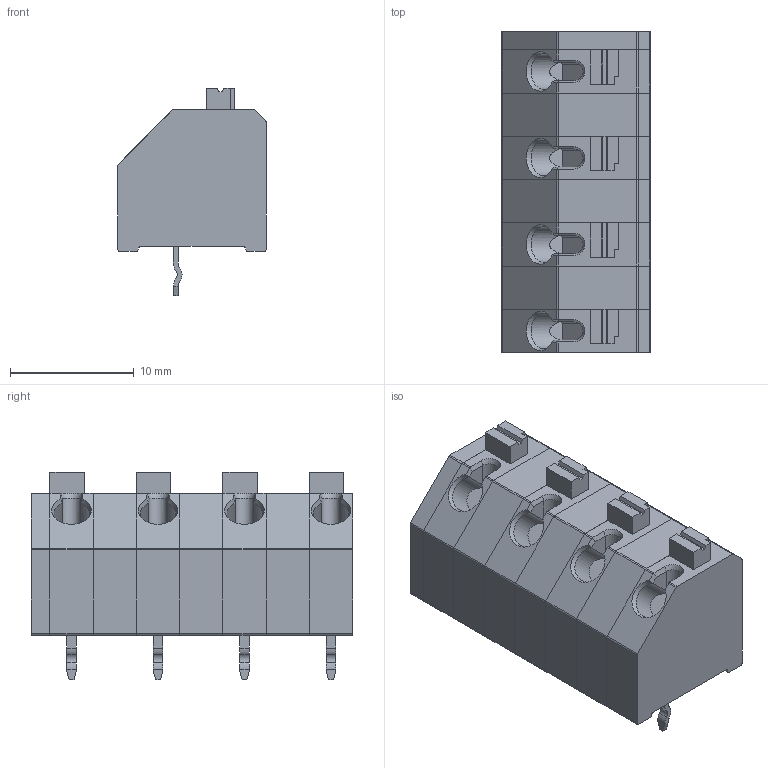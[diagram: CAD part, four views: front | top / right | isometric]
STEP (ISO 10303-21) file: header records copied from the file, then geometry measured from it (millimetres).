
FILE_DESCRIPTION( ( 'Unknown' ), '1' );
FILE_NAME( '691418220004.stp', 'Unknown', ( 'Unknown' ), ( 'Unknown' ), 'PSStep 18.0.17', 'Unknown', ' ' );
FILE_SCHEMA( ( 'AUTOMOTIVE_DESIGN { 1 0 10303 214 1 1 1 1 }' ) );
Length unit declared in the file: millimetre
Products named in the file (9): Assem1; 6914182200xx_SX1; 691418220004; 691418220004_x
Assembly tree (8 placements, depth 2):
  Assem1
    6914182200xx_SX1
    691418220004
    691418220004
    691418220004
    691418220004
    691418220004_x
    691418220004_x
    691418220004_x
Bounding box: 12 x 26 x 16.8 mm (x, y, z)
Volume: 3143.8 mm3; surface area: 3375.7 mm2
Topology: 8 solids, 8 shells, 559 faces, 1557 edges, 1032 vertices
Faces by surface type: plane 408, cylinder 138, cone 13
Entity records: 22504 total; most frequent: CARTESIAN_POINT 3244, ORIENTED_EDGE 3100, DIRECTION 3016, EDGE_CURVE 1550, LINE 1204, VECTOR 1204, VERTEX_POINT 1030, AXIS2_PLACEMENT_3D 906
